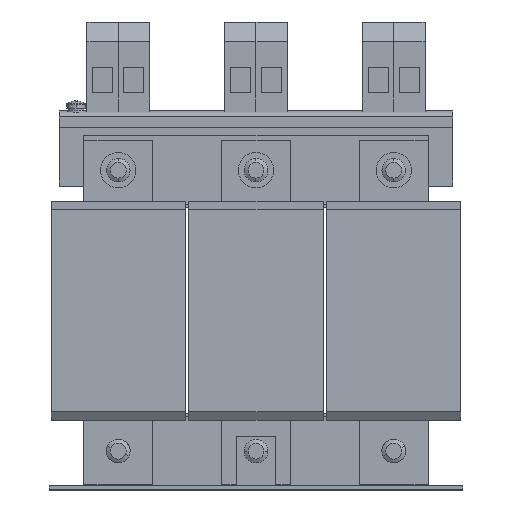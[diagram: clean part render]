
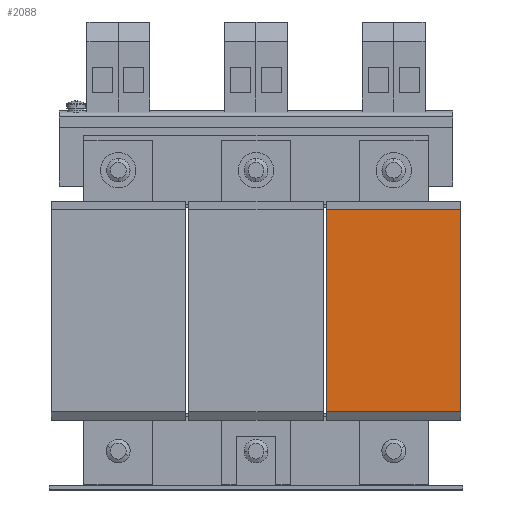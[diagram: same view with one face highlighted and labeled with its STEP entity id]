
A CAD part, top view. The second image highlights one B-rep face of the part: STEP entity #2088.
In plain terms, the highlighted planar face has unit normal (0, 0, 1).
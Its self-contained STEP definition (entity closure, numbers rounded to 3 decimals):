
#522 = DIRECTION ( 'NONE',  ( 1., 0., 0. ) ) ;
#1012 = PLANE ( 'NONE',  #12618 ) ;
#1293 = DIRECTION ( 'NONE',  ( 0., 1., 0. ) ) ;
#1298 = CARTESIAN_POINT ( 'NONE',  ( 104.15, 51.5, 41.55 ) ) ;
#1477 = VERTEX_POINT ( 'NONE', #9300 ) ;
#1800 = VECTOR ( 'NONE', #13484, 1000. ) ;
#2049 = VERTEX_POINT ( 'NONE', #16236 ) ;
#2088 = ADVANCED_FACE ( 'Defeature ausgef�hrt2_20', ( #2477 ), #1012, .F. ) ;
#2477 = FACE_OUTER_BOUND ( 'NONE', #11319, .T. ) ;
#2557 = DIRECTION ( 'NONE',  ( 0., 0., -1. ) ) ;
#2884 = EDGE_CURVE ( 'Defeature ausgef�hrt2_21+Defeature ausgef�hrt2_20+Defeature ausgef�hrt2_26+Defeature ausgef�hrt2_27', #3211, #13691, #7630, .T. ) ;
#2901 = CARTESIAN_POINT ( 'NONE',  ( 35.85, -51.5, 41.55 ) ) ;
#3211 = VERTEX_POINT ( 'NONE', #7714 ) ;
#4818 = CARTESIAN_POINT ( 'NONE',  ( 35.85, -51.5, 41.55 ) ) ;
#6726 = VECTOR ( 'NONE', #522, 1000. ) ;
#7630 = LINE ( 'NONE', #16452, #14046 ) ;
#7714 = CARTESIAN_POINT ( 'NONE',  ( 35.85, 51.5, 41.55 ) ) ;
#8220 = EDGE_CURVE ( 'Defeature ausgef�hrt2_20+Defeature ausgef�hrt2_19+Defeature ausgef�hrt2_26+Defeature ausgef�hrt2_27', #2049, #1477, #16150, .T. ) ;
#8262 = DIRECTION ( 'NONE',  ( 1., 0., 0. ) ) ;
#9300 = CARTESIAN_POINT ( 'NONE',  ( 104.15, -51.5, 41.55 ) ) ;
#10741 = LINE ( 'NONE', #10765, #1800 ) ;
#10765 = CARTESIAN_POINT ( 'NONE',  ( 104.15, -51.5, 41.55 ) ) ;
#11319 = EDGE_LOOP ( 'NONE', ( #15801, #16655, #14631, #14193 ) ) ;
#11836 = EDGE_CURVE ( 'Defeature ausgef�hrt2_20+Defeature ausgef�hrt2_27+Defeature ausgef�hrt2_19+Defeature ausgef�hrt2_21', #1477, #13691, #10741, .T. ) ;
#11939 = EDGE_CURVE ( 'Defeature ausgef�hrt2_26+Defeature ausgef�hrt2_20+Defeature ausgef�hrt2_19+Defeature ausgef�hrt2_21', #2049, #3211, #13781, .T. ) ;
#12065 = VECTOR ( 'NONE', #1293, 1000. ) ;
#12618 = AXIS2_PLACEMENT_3D ( 'NONE', #16187, #2557, #17547 ) ;
#13484 = DIRECTION ( 'NONE',  ( 0., 1., 0. ) ) ;
#13691 = VERTEX_POINT ( 'NONE', #1298 ) ;
#13781 = LINE ( 'NONE', #2901, #12065 ) ;
#14046 = VECTOR ( 'NONE', #8262, 1000. ) ;
#14193 = ORIENTED_EDGE ( 'NONE', *, *, #8220, .T. ) ;
#14631 = ORIENTED_EDGE ( 'NONE', *, *, #11939, .F. ) ;
#15801 = ORIENTED_EDGE ( 'NONE', *, *, #11836, .T. ) ;
#16150 = LINE ( 'NONE', #4818, #6726 ) ;
#16187 = CARTESIAN_POINT ( 'NONE',  ( 35.85, -51.5, 41.55 ) ) ;
#16236 = CARTESIAN_POINT ( 'NONE',  ( 35.85, -51.5, 41.55 ) ) ;
#16452 = CARTESIAN_POINT ( 'NONE',  ( 35.85, 51.5, 41.55 ) ) ;
#16655 = ORIENTED_EDGE ( 'NONE', *, *, #2884, .F. ) ;
#17547 = DIRECTION ( 'NONE',  ( 0., -1., 0. ) ) ;
